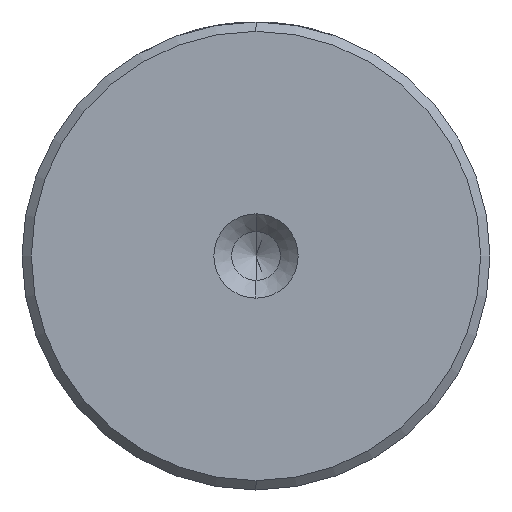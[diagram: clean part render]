
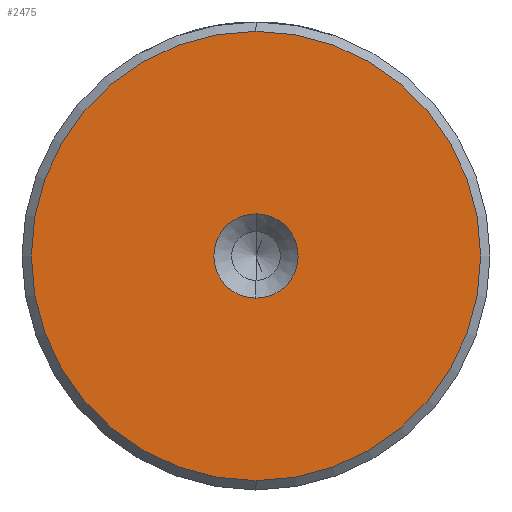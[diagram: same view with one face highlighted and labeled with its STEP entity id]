
A CAD part, left-side view. The second image highlights one B-rep face of the part: STEP entity #2475.
In plain terms, the highlighted planar face has unit normal (-1, 0, 0).
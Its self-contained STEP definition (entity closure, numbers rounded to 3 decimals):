
#58 = CARTESIAN_POINT ( 'NONE',  ( 0., 0., -2.25 ) ) ;
#64 = DIRECTION ( 'NONE',  ( -1., 0., 0. ) ) ;
#118 = DIRECTION ( 'NONE',  ( -1., 0., 0. ) ) ;
#175 = AXIS2_PLACEMENT_3D ( 'NONE', #1641, #64, #1900 ) ;
#239 = CIRCLE ( 'NONE', #1542, 12. ) ;
#292 = ORIENTED_EDGE ( 'NONE', *, *, #1358, .T. ) ;
#403 = CIRCLE ( 'NONE', #175, 12. ) ;
#556 = CIRCLE ( 'NONE', #3184, 2.25 ) ;
#591 = FACE_OUTER_BOUND ( 'NONE', #1614, .T. ) ;
#635 = DIRECTION ( 'NONE',  ( -1., 0., 0. ) ) ;
#723 = AXIS2_PLACEMENT_3D ( 'NONE', #1490, #3343, #1747 ) ;
#739 = CARTESIAN_POINT ( 'NONE',  ( 0., 0., 2.25 ) ) ;
#827 = DIRECTION ( 'NONE',  ( -1., 0., 0. ) ) ;
#959 = VERTEX_POINT ( 'NONE', #58 ) ;
#1096 = CARTESIAN_POINT ( 'NONE',  ( 0., 0., -12. ) ) ;
#1119 = EDGE_CURVE ( 'NONE', #2050, #959, #2116, .T. ) ;
#1181 = ORIENTED_EDGE ( 'NONE', *, *, #1269, .F. ) ;
#1269 = EDGE_CURVE ( 'NONE', #959, #2050, #556, .T. ) ;
#1358 = EDGE_CURVE ( 'NONE', #3125, #1576, #239, .T. ) ;
#1490 = CARTESIAN_POINT ( 'NONE',  ( 0., 0., 0. ) ) ;
#1542 = AXIS2_PLACEMENT_3D ( 'NONE', #1697, #118, #1944 ) ;
#1576 = VERTEX_POINT ( 'NONE', #2732 ) ;
#1614 = EDGE_LOOP ( 'NONE', ( #292, #2586 ) ) ;
#1641 = CARTESIAN_POINT ( 'NONE',  ( 0., 0., 0. ) ) ;
#1697 = CARTESIAN_POINT ( 'NONE',  ( 0., 0., 0. ) ) ;
#1747 = DIRECTION ( 'NONE',  ( 0., 0., 1. ) ) ;
#1882 = EDGE_CURVE ( 'NONE', #1576, #3125, #403, .T. ) ;
#1900 = DIRECTION ( 'NONE',  ( 0., 0., 1. ) ) ;
#1944 = DIRECTION ( 'NONE',  ( 0., 0., 1. ) ) ;
#2050 = VERTEX_POINT ( 'NONE', #739 ) ;
#2116 = CIRCLE ( 'NONE', #723, 2.25 ) ;
#2415 = CARTESIAN_POINT ( 'NONE',  ( 0., 0., 0. ) ) ;
#2475 = ADVANCED_FACE ( 'NONE', ( #591, #2616 ), #3010, .T. ) ;
#2478 = DIRECTION ( 'NONE',  ( 0., 0., 1. ) ) ;
#2583 = EDGE_LOOP ( 'NONE', ( #3177, #1181 ) ) ;
#2586 = ORIENTED_EDGE ( 'NONE', *, *, #1882, .T. ) ;
#2616 = FACE_BOUND ( 'NONE', #2583, .T. ) ;
#2672 = DIRECTION ( 'NONE',  ( 0., 0., 1. ) ) ;
#2732 = CARTESIAN_POINT ( 'NONE',  ( 0., 0., 12. ) ) ;
#3010 = PLANE ( 'NONE',  #3404 ) ;
#3125 = VERTEX_POINT ( 'NONE', #1096 ) ;
#3177 = ORIENTED_EDGE ( 'NONE', *, *, #1119, .F. ) ;
#3184 = AXIS2_PLACEMENT_3D ( 'NONE', #2415, #827, #2672 ) ;
#3272 = CARTESIAN_POINT ( 'NONE',  ( 0., 0., 0. ) ) ;
#3343 = DIRECTION ( 'NONE',  ( -1., 0., 0. ) ) ;
#3404 = AXIS2_PLACEMENT_3D ( 'NONE', #3272, #635, #2478 ) ;
